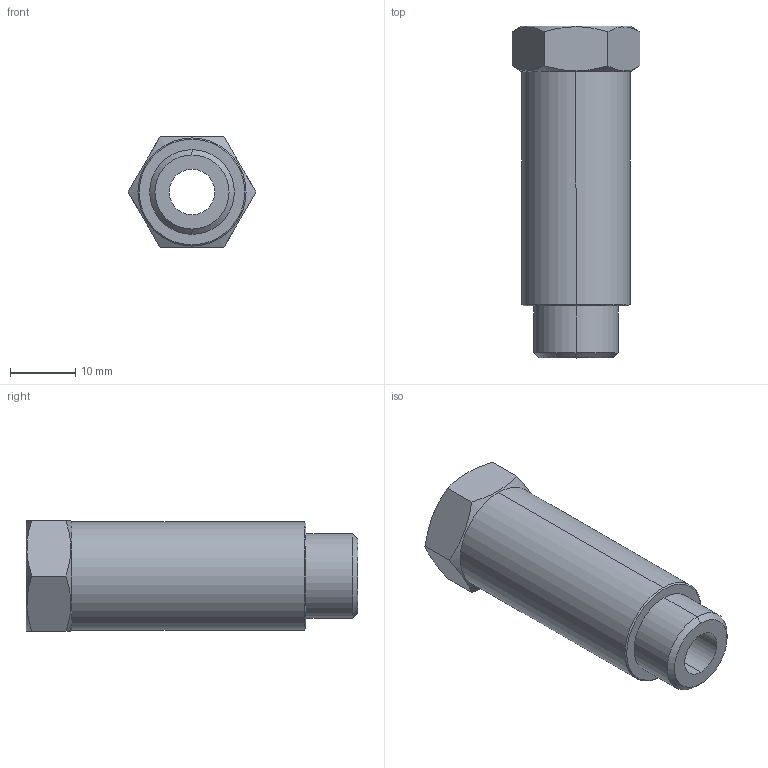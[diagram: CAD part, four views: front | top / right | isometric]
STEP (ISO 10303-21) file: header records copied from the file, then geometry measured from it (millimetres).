
FILE_DESCRIPTION(( 'RA.39.14.51.STEP' ), '1');
FILE_NAME( 'RA.39.14.51.STEP', '2018-10-11T17:16:46',( 'Sopra'),('sopra-pneumatic.com'), 'SwSTEP 2.0','SolidWorks 2009','' );
FILE_SCHEMA (( 'CONFIG_CONTROL_DESIGN' ));
Length unit declared in the file: millimetre
Products named in the file (1): 05290G02
Bounding box: 19.63 x 51 x 17 mm (x, y, z)
Volume: 5854.6 mm3; surface area: 4637.1 mm2
Topology: 1 solids, 1 shells, 29 faces, 66 edges, 40 vertices
Faces by surface type: cone 12, plane 9, cylinder 8
Entity records: 985 total; most frequent: CARTESIAN_POINT 264, DIRECTION 134, ORIENTED_EDGE 132, EDGE_CURVE 66, AXIS2_PLACEMENT_3D 54, VERTEX_POINT 40, EDGE_LOOP 32, FACE_OUTER_BOUND 29
